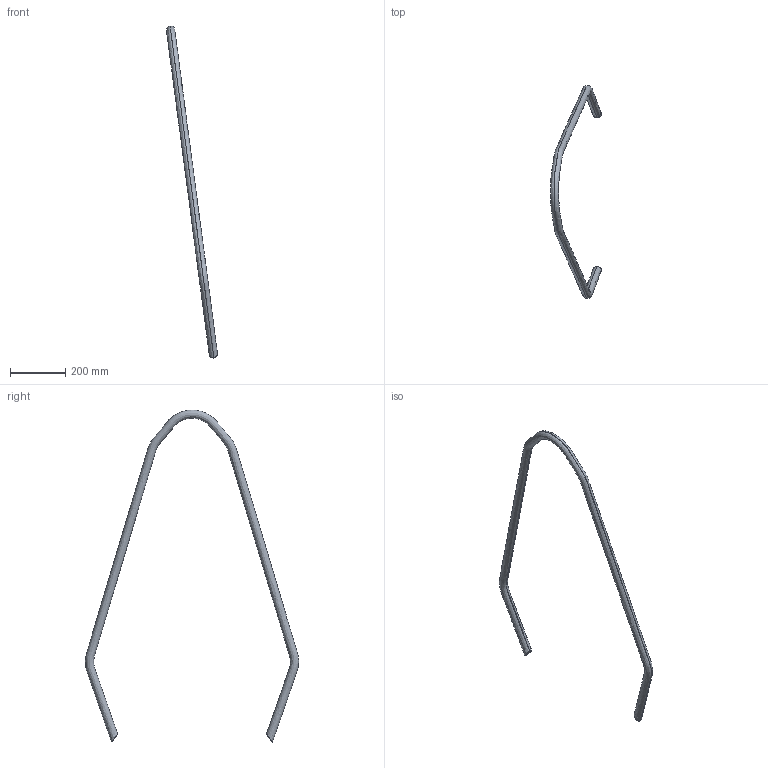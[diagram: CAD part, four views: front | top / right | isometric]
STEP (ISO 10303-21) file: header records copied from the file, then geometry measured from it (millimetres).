
FILE_DESCRIPTION(('CATIA V5 STEP Exchange'),'2;1');
FILE_NAME('201 biseau.stp','2018-01-17T16:12:30+00:00',('none'),('none'),'CATIA Version 5 Release 19 SP 2 (IN-10)','CATIA V5 STEP AP203','none');
FILE_SCHEMA(('CONFIG_CONTROL_DESIGN'));
Length unit declared in the file: millimetre
Products named in the file (1): Shape_996
Bounding box: 184.14 x 769.8 x 1198.94 mm (x, y, z)
Volume: 466172.6 mm3; surface area: 457831.4 mm2
Topology: 1 solids, 1 shells, 6 faces, 12 edges, 8 vertices
Faces by surface type: bspline 4, plane 2
Entity records: 2494 total; most frequent: CARTESIAN_POINT 2363, ORIENTED_EDGE 24, EDGE_CURVE 12, B_SPLINE_CURVE_WITH_KNOTS 8, EDGE_LOOP 8, VERTEX_POINT 8, ADVANCED_FACE 6, FACE_OUTER_BOUND 6
